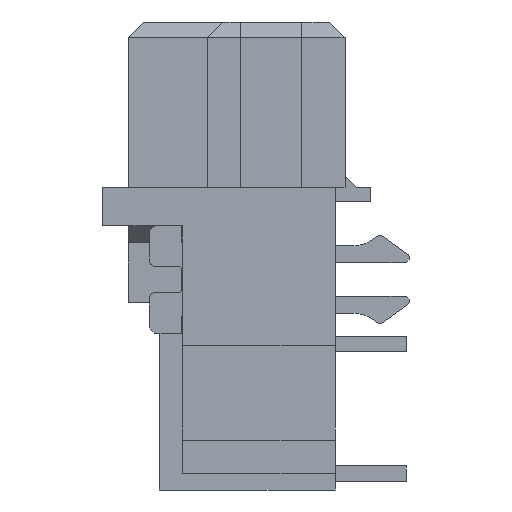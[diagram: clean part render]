
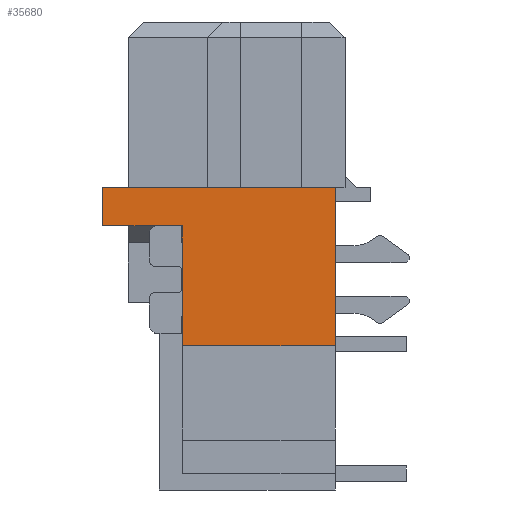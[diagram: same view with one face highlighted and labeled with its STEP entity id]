
A CAD part, left-side view. The second image highlights one B-rep face of the part: STEP entity #35680.
In plain terms, the highlighted planar face has unit normal (-1, 0, 0).
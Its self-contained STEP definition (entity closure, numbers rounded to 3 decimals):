
#9653=DIRECTION('',(0.,-1.,0.));
#9654=VECTOR('',#9653,3.125);
#9655=CARTESIAN_POINT('',(-46.99,5.25,-8.));
#9656=LINE('',#9655,#9654);
#11069=DIRECTION('',(0.,0.,1.));
#11070=VECTOR('',#11069,4.7);
#11071=CARTESIAN_POINT('',(-46.99,2.125,-12.7));
#11072=LINE('',#11071,#11070);
#11073=DIRECTION('',(0.,0.,1.));
#11074=VECTOR('',#11073,1.5);
#11075=CARTESIAN_POINT('',(-46.99,5.25,-8.));
#11076=LINE('',#11075,#11074);
#11077=DIRECTION('',(0.,-1.,0.));
#11078=VECTOR('',#11077,9.125);
#11079=CARTESIAN_POINT('',(-46.99,5.25,-6.5));
#11080=LINE('',#11079,#11078);
#11081=DIRECTION('',(0.,0.,-1.));
#11082=VECTOR('',#11081,6.2);
#11083=CARTESIAN_POINT('',(-46.99,-3.875,-6.5));
#11084=LINE('',#11083,#11082);
#11085=DIRECTION('',(0.,-1.,0.));
#11086=VECTOR('',#11085,6.);
#11087=CARTESIAN_POINT('',(-46.99,2.125,-12.7));
#11088=LINE('',#11087,#11086);
#16086=CARTESIAN_POINT('',(-46.99,5.25,-8.));
#16087=CARTESIAN_POINT('',(-46.99,5.25,-6.5));
#16088=VERTEX_POINT('',#16086);
#16089=VERTEX_POINT('',#16087);
#16090=CARTESIAN_POINT('',(-46.99,-3.875,-6.5));
#16091=VERTEX_POINT('',#16090);
#16158=CARTESIAN_POINT('',(-46.99,2.125,-12.7));
#16159=CARTESIAN_POINT('',(-46.99,2.125,-8.));
#16160=VERTEX_POINT('',#16158);
#16161=VERTEX_POINT('',#16159);
#17034=CARTESIAN_POINT('',(-46.99,-3.875,-12.7));
#17035=VERTEX_POINT('',#17034);
#35666=CARTESIAN_POINT('',(-46.99,0.,0.));
#35667=DIRECTION('',(1.,0.,0.));
#35668=DIRECTION('',(0.,-1.,0.));
#35669=AXIS2_PLACEMENT_3D('',#35666,#35667,#35668);
#35670=PLANE('',#35669);
#35671=ORIENTED_EDGE('',*,*,#33432,.T.);
#35672=ORIENTED_EDGE('',*,*,#33563,.F.);
#35673=ORIENTED_EDGE('',*,*,#33604,.T.);
#35674=ORIENTED_EDGE('',*,*,#31995,.T.);
#35675=ORIENTED_EDGE('',*,*,#32532,.T.);
#35677=ORIENTED_EDGE('',*,*,#35676,.F.);
#35678=EDGE_LOOP('',(#35671,#35672,#35673,#35674,#35675,#35677));
#35679=FACE_OUTER_BOUND('',#35678,.F.);
#35680=ADVANCED_FACE('',(#35679),#35670,.F.);
#31995=EDGE_CURVE('',#16089,#16091,#11080,.T.);
#32532=EDGE_CURVE('',#16091,#17035,#11084,.T.);
#33432=EDGE_CURVE('',#16160,#16161,#11072,.T.);
#33563=EDGE_CURVE('',#16088,#16161,#9656,.T.);
#33604=EDGE_CURVE('',#16088,#16089,#11076,.T.);
#35676=EDGE_CURVE('',#16160,#17035,#11088,.T.);
